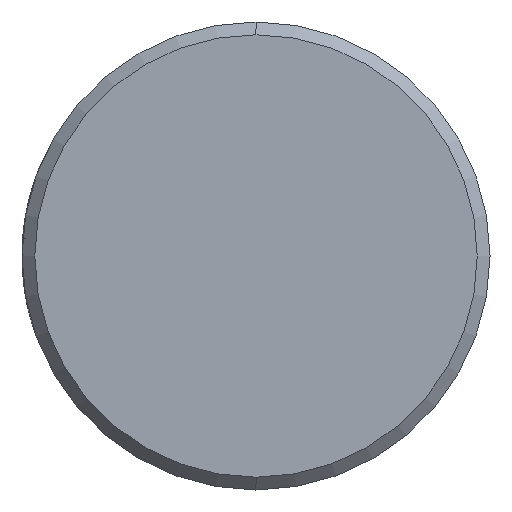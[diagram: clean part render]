
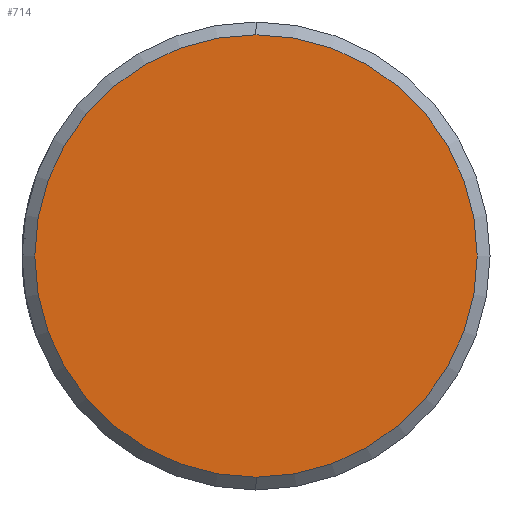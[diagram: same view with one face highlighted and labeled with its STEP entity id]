
A CAD part, left-side view. The second image highlights one B-rep face of the part: STEP entity #714.
In plain terms, the highlighted planar face has unit normal (-1, 0, 0).
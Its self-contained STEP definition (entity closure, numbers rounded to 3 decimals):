
#42 = DIRECTION ( 'NONE',  ( 0., 0., 1. ) ) ;
#258 = VERTEX_POINT ( 'NONE', #913 ) ;
#261 = VERTEX_POINT ( 'NONE', #289 ) ;
#266 = DIRECTION ( 'NONE',  ( -1., 0., 0. ) ) ;
#270 = PLANE ( 'NONE',  #953 ) ;
#289 = CARTESIAN_POINT ( 'NONE',  ( -5., 0., -5.2 ) ) ;
#426 = AXIS2_PLACEMENT_3D ( 'NONE', #876, #266, #978 ) ;
#574 = EDGE_CURVE ( 'NONE', #261, #258, #1070, .T. ) ;
#642 = CARTESIAN_POINT ( 'NONE',  ( -5., 0., 0. ) ) ;
#669 = EDGE_CURVE ( 'NONE', #258, #261, #695, .T. ) ;
#695 = CIRCLE ( 'NONE', #426, 5.2 ) ;
#701 = DIRECTION ( 'NONE',  ( -1., 0., 0. ) ) ;
#714 = ADVANCED_FACE ( 'NONE', ( #1083 ), #270, .T. ) ;
#738 = DIRECTION ( 'NONE',  ( 0., 0., 1. ) ) ;
#852 = ORIENTED_EDGE ( 'NONE', *, *, #669, .T. ) ;
#876 = CARTESIAN_POINT ( 'NONE',  ( -5., 0., 0. ) ) ;
#913 = CARTESIAN_POINT ( 'NONE',  ( -5., 0., 5.2 ) ) ;
#929 = EDGE_LOOP ( 'NONE', ( #1116, #852 ) ) ;
#953 = AXIS2_PLACEMENT_3D ( 'NONE', #1076, #701, #42 ) ;
#978 = DIRECTION ( 'NONE',  ( 0., 0., 1. ) ) ;
#1070 = CIRCLE ( 'NONE', #1240, 5.2 ) ;
#1076 = CARTESIAN_POINT ( 'NONE',  ( -5., 0., 0. ) ) ;
#1083 = FACE_OUTER_BOUND ( 'NONE', #929, .T. ) ;
#1116 = ORIENTED_EDGE ( 'NONE', *, *, #574, .T. ) ;
#1240 = AXIS2_PLACEMENT_3D ( 'NONE', #642, #1311, #738 ) ;
#1311 = DIRECTION ( 'NONE',  ( -1., 0., 0. ) ) ;
